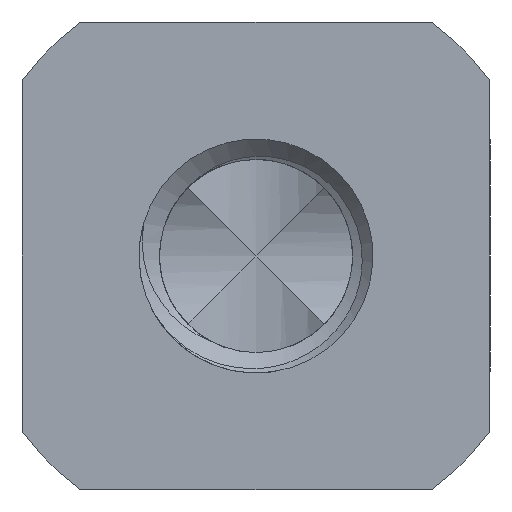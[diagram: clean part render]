
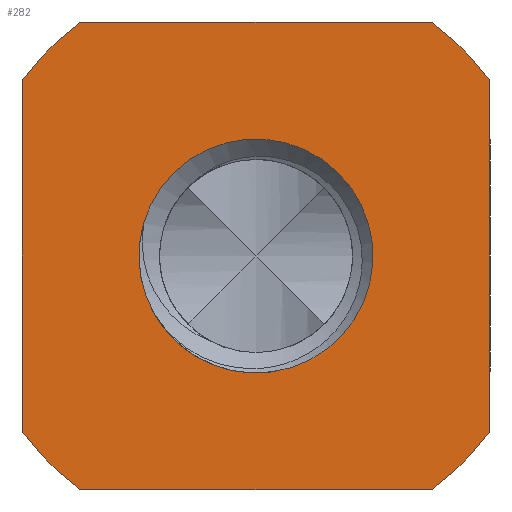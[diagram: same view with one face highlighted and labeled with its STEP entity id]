
A CAD part, front view. The second image highlights one B-rep face of the part: STEP entity #282.
In plain terms, the highlighted planar face has unit normal (0, -1, 0).
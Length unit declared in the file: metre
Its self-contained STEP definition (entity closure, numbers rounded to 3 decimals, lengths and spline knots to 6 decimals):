
#282 = ADVANCED_FACE( 'NONE', ( #604, #605 ), #606, .F. );
#604 = FACE_OUTER_BOUND( '', #2319, .T. );
#605 = FACE_BOUND( '', #2320, .T. );
#606 = PLANE( '', #2321 );
#2319 = EDGE_LOOP( '', ( #3465, #3466, #3467, #3468, #3469, #3470, #3471, #3472 ) );
#2320 = EDGE_LOOP( '', ( #3473, #3474 ) );
#2321 = AXIS2_PLACEMENT_3D( '', #3475, #3476, #3477 );
#3465 = ORIENTED_EDGE( '', *, *, #4007, .F. );
#3466 = ORIENTED_EDGE( '', *, *, #3943, .F. );
#3467 = ORIENTED_EDGE( '', *, *, #4033, .F. );
#3468 = ORIENTED_EDGE( '', *, *, #4163, .F. );
#3469 = ORIENTED_EDGE( '', *, *, #3721, .T. );
#3470 = ORIENTED_EDGE( '', *, *, #4169, .F. );
#3471 = ORIENTED_EDGE( '', *, *, #3904, .T. );
#3472 = ORIENTED_EDGE( '', *, *, #3789, .F. );
#3473 = ORIENTED_EDGE( '', *, *, #4046, .T. );
#3474 = ORIENTED_EDGE( '', *, *, #4063, .T. );
#3475 = CARTESIAN_POINT( '', ( 0., -0.004, 0. ) );
#3476 = DIRECTION( '', ( 0., 1., 0. ) );
#3477 = DIRECTION( '', ( 1., 0., 0. ) );
#3721 = EDGE_CURVE( 'NONE', #4313, #4314, #4315, .T. );
#3789 = EDGE_CURVE( 'NONE', #4440, #4441, #4442, .T. );
#3904 = EDGE_CURVE( 'NONE', #4655, #4441, #4656, .T. );
#3943 = EDGE_CURVE( 'NONE', #4717, #4718, #4719, .T. );
#4007 = EDGE_CURVE( 'NONE', #4718, #4440, #4826, .T. );
#4033 = EDGE_CURVE( 'NONE', #4860, #4717, #4861, .T. );
#4046 = EDGE_CURVE( 'NONE', #4414, #4882, #4884, .T. );
#4063 = EDGE_CURVE( 'NONE', #4882, #4414, #4906, .T. );
#4163 = EDGE_CURVE( 'NONE', #4313, #4860, #5061, .T. );
#4169 = EDGE_CURVE( 'NONE', #4655, #4314, #5067, .T. );
#4313 = VERTEX_POINT( 'NONE', #5439 );
#4314 = VERTEX_POINT( 'NONE', #5440 );
#4315 = LINE( '', #5441, #5442 );
#4414 = VERTEX_POINT( 'NONE', #5792 );
#4440 = VERTEX_POINT( 'NONE', #5967 );
#4441 = VERTEX_POINT( 'NONE', #5968 );
#4442 = CIRCLE( '', #5969, 0.005 );
#4655 = VERTEX_POINT( 'NONE', #7429 );
#4656 = LINE( '', #7430, #7431 );
#4717 = VERTEX_POINT( 'NONE', #7661 );
#4718 = VERTEX_POINT( 'NONE', #7662 );
#4719 = CIRCLE( '', #7663, 0.005 );
#4826 = LINE( '', #8402, #8403 );
#4860 = VERTEX_POINT( 'NONE', #8508 );
#4861 = LINE( '', #8509, #8510 );
#4882 = VERTEX_POINT( 'NONE', #8619 );
#4884 = CIRCLE( '', #8634, 0.002 );
#4906 = CIRCLE( '', #8706, 0.002 );
#5061 = CIRCLE( '', #9720, 0.005 );
#5067 = CIRCLE( '', #9735, 0.005 );
#5439 = CARTESIAN_POINT( '', ( -0.003, -0.004, -0.004 ) );
#5440 = CARTESIAN_POINT( '', ( 0.003, -0.004, -0.004 ) );
#5441 = CARTESIAN_POINT( '', ( 0., -0.004, -0.004 ) );
#5442 = VECTOR( '', #9979, 1. );
#5792 = CARTESIAN_POINT( '', ( -0.001754, -0.004, -0.000961 ) );
#5967 = CARTESIAN_POINT( '', ( 0.003, -0.004, 0.004 ) );
#5968 = CARTESIAN_POINT( '', ( 0.004, -0.004, 0.003 ) );
#5969 = AXIS2_PLACEMENT_3D( '', #10031, #10032, #10033 );
#7429 = CARTESIAN_POINT( '', ( 0.004, -0.004, -0.003 ) );
#7430 = CARTESIAN_POINT( '', ( 0.004, -0.004, 0. ) );
#7431 = VECTOR( '', #10063, 1. );
#7661 = CARTESIAN_POINT( '', ( -0.004, -0.004, 0.003 ) );
#7662 = CARTESIAN_POINT( '', ( -0.003, -0.004, 0.004 ) );
#7663 = AXIS2_PLACEMENT_3D( '', #10096, #10097, #10098 );
#8402 = CARTESIAN_POINT( '', ( 0., -0.004, 0.004 ) );
#8403 = VECTOR( '', #10125, 1. );
#8508 = CARTESIAN_POINT( '', ( -0.004, -0.004, -0.003 ) );
#8509 = CARTESIAN_POINT( '', ( -0.004, -0.004, 0. ) );
#8510 = VECTOR( '', #10157, 1. );
#8619 = CARTESIAN_POINT( '', ( -0.001922, -0.004, 0.000555 ) );
#8634 = AXIS2_PLACEMENT_3D( '', #10166, #10167, #10168 );
#8706 = AXIS2_PLACEMENT_3D( '', #10181, #10182, #10183 );
#9720 = AXIS2_PLACEMENT_3D( '', #10217, #10218, #10219 );
#9735 = AXIS2_PLACEMENT_3D( '', #10220, #10221, #10222 );
#9979 = DIRECTION( '', ( 1., 0., 0. ) );
#10031 = CARTESIAN_POINT( '', ( 0., -0.004, 0. ) );
#10032 = DIRECTION( '', ( 0., 1., 0. ) );
#10033 = DIRECTION( '', ( 0., 0., 1. ) );
#10063 = DIRECTION( '', ( 0., 0., 1. ) );
#10096 = CARTESIAN_POINT( '', ( 0., -0.004, 0. ) );
#10097 = DIRECTION( '', ( 0., 1., 0. ) );
#10098 = DIRECTION( '', ( 0., 0., 1. ) );
#10125 = DIRECTION( '', ( 1., 0., 0. ) );
#10157 = DIRECTION( '', ( 0., 0., 1. ) );
#10166 = CARTESIAN_POINT( '', ( 0., -0.004, 0. ) );
#10167 = DIRECTION( '', ( 0., 1., 0. ) );
#10168 = DIRECTION( '', ( 0., 0., 1. ) );
#10181 = CARTESIAN_POINT( '', ( 0., -0.004, 0. ) );
#10182 = DIRECTION( '', ( 0., 1., 0. ) );
#10183 = DIRECTION( '', ( 0., 0., 1. ) );
#10217 = CARTESIAN_POINT( '', ( 0., -0.004, 0. ) );
#10218 = DIRECTION( '', ( 0., 1., 0. ) );
#10219 = DIRECTION( '', ( 0., 0., 1. ) );
#10220 = CARTESIAN_POINT( '', ( 0., -0.004, 0. ) );
#10221 = DIRECTION( '', ( 0., 1., 0. ) );
#10222 = DIRECTION( '', ( 0., 0., 1. ) );
